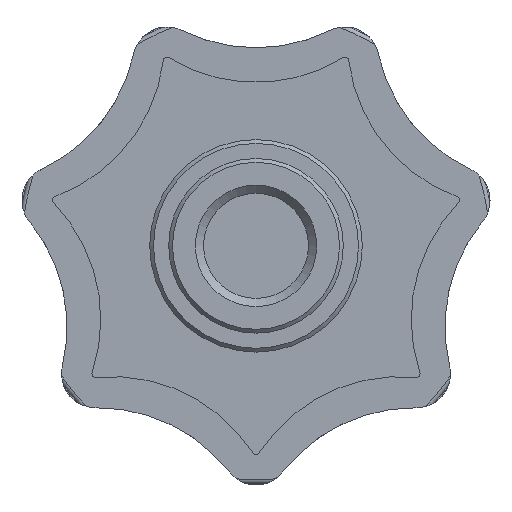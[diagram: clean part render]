
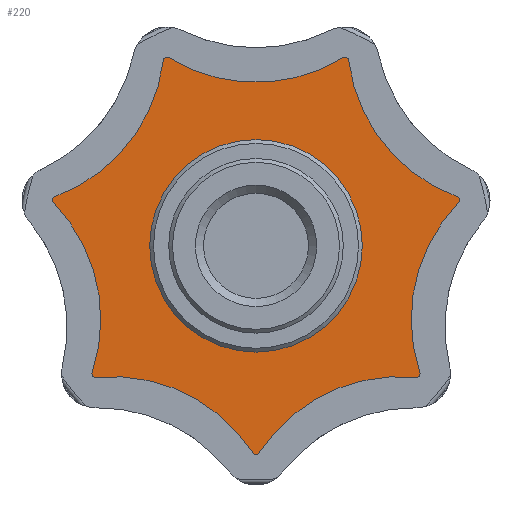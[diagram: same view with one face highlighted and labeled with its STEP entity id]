
A CAD part, front view. The second image highlights one B-rep face of the part: STEP entity #220.
In plain terms, the highlighted planar face has unit normal (0, -1, 0).
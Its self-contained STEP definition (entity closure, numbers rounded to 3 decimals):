
#220 = ADVANCED_FACE( '', ( #459, #460 ), #461, .F. );
#459 = FACE_OUTER_BOUND( '', #706, .T. );
#460 = FACE_BOUND( '', #707, .T. );
#461 = PLANE( '', #708 );
#706 = EDGE_LOOP( '', ( #1301, #1302, #1303, #1304, #1305, #1306, #1307, #1308, #1309, #1310, #1311, #1312, #1313, #1314 ) );
#707 = EDGE_LOOP( '', ( #1315 ) );
#708 = AXIS2_PLACEMENT_3D( '', #1316, #1317, #1318 );
#1301 = ORIENTED_EDGE( '', *, *, #1605, .T. );
#1302 = ORIENTED_EDGE( '', *, *, #1614, .F. );
#1303 = ORIENTED_EDGE( '', *, *, #1679, .T. );
#1304 = ORIENTED_EDGE( '', *, *, #1517, .F. );
#1305 = ORIENTED_EDGE( '', *, *, #1691, .T. );
#1306 = ORIENTED_EDGE( '', *, *, #1526, .F. );
#1307 = ORIENTED_EDGE( '', *, *, #1657, .T. );
#1308 = ORIENTED_EDGE( '', *, *, #1457, .F. );
#1309 = ORIENTED_EDGE( '', *, *, #1520, .T. );
#1310 = ORIENTED_EDGE( '', *, *, #1646, .F. );
#1311 = ORIENTED_EDGE( '', *, *, #1692, .T. );
#1312 = ORIENTED_EDGE( '', *, *, #1650, .F. );
#1313 = ORIENTED_EDGE( '', *, *, #1693, .T. );
#1314 = ORIENTED_EDGE( '', *, *, #1634, .F. );
#1315 = ORIENTED_EDGE( '', *, *, #1681, .T. );
#1316 = CARTESIAN_POINT( '', ( -31.777, 30., -13.261 ) );
#1317 = DIRECTION( '', ( 0., 1., 0. ) );
#1318 = DIRECTION( '', ( 0., 0., 1. ) );
#1457 = EDGE_CURVE( '', #1735, #1730, #1737, .T. );
#1517 = EDGE_CURVE( '', #1842, #1837, #1844, .T. );
#1520 = EDGE_CURVE( '', #1735, #1846, #1849, .T. );
#1526 = EDGE_CURVE( '', #1857, #1852, #1859, .T. );
#1605 = EDGE_CURVE( '', #1984, #1982, #1985, .T. );
#1614 = EDGE_CURVE( '', #1994, #1982, #1996, .T. );
#1634 = EDGE_CURVE( '', #1984, #2017, #2019, .T. );
#1646 = EDGE_CURVE( '', #2033, #1846, #2035, .T. );
#1650 = EDGE_CURVE( '', #2039, #2037, #2041, .T. );
#1657 = EDGE_CURVE( '', #1857, #1730, #2049, .T. );
#1679 = EDGE_CURVE( '', #1994, #1837, #2075, .T. );
#1681 = EDGE_CURVE( '', #2077, #2077, #2078, .T. );
#1691 = EDGE_CURVE( '', #1842, #1852, #2089, .T. );
#1692 = EDGE_CURVE( '', #2033, #2037, #2090, .T. );
#1693 = EDGE_CURVE( '', #2039, #2017, #2091, .T. );
#1730 = VERTEX_POINT( '', #2168 );
#1735 = VERTEX_POINT( '', #2174 );
#1737 = CIRCLE( '', #2177, 0.5 );
#1837 = VERTEX_POINT( '', #2603 );
#1842 = VERTEX_POINT( '', #2609 );
#1844 = CIRCLE( '', #2612, 0.5 );
#1846 = VERTEX_POINT( '', #2614 );
#1849 = CIRCLE( '', #2618, 22. );
#1852 = VERTEX_POINT( '', #2621 );
#1857 = VERTEX_POINT( '', #2627 );
#1859 = CIRCLE( '', #2630, 0.5 );
#1982 = VERTEX_POINT( '', #2926 );
#1984 = VERTEX_POINT( '', #2929 );
#1985 = CIRCLE( '', #2930, 22. );
#1994 = VERTEX_POINT( '', #2942 );
#1996 = CIRCLE( '', #2945, 0.5 );
#2017 = VERTEX_POINT( '', #3037 );
#2019 = CIRCLE( '', #3040, 0.5 );
#2033 = VERTEX_POINT( '', #3089 );
#2035 = CIRCLE( '', #3092, 0.5 );
#2037 = VERTEX_POINT( '', #3094 );
#2039 = VERTEX_POINT( '', #3097 );
#2041 = CIRCLE( '', #3100, 0.5 );
#2049 = CIRCLE( '', #3123, 22. );
#2075 = CIRCLE( '', #3163, 22. );
#2077 = VERTEX_POINT( '', #3165 );
#2078 = CIRCLE( '', #3166, 14. );
#2089 = CIRCLE( '', #3218, 22. );
#2090 = CIRCLE( '', #3219, 22. );
#2091 = CIRCLE( '', #3220, 22. );
#2168 = CARTESIAN_POINT( '', ( 26.681, 30., 5.659 ) );
#2174 = CARTESIAN_POINT( '', ( 26.494, 30., 6.478 ) );
#2177 = AXIS2_PLACEMENT_3D( '', #3256, #3257, #3258 );
#2603 = CARTESIAN_POINT( '', ( -0.42, 30., -27.272 ) );
#2609 = CARTESIAN_POINT( '', ( 0.42, 30., -27.272 ) );
#2612 = AXIS2_PLACEMENT_3D( '', #3329, #3330, #3331 );
#2614 = CARTESIAN_POINT( '', ( 12.211, 30., 24.389 ) );
#2618 = AXIS2_PLACEMENT_3D( '', #3333, #3334, #3335 );
#2621 = CARTESIAN_POINT( '', ( 21.06, 30., -17.332 ) );
#2627 = CARTESIAN_POINT( '', ( 21.584, 30., -16.675 ) );
#2630 = AXIS2_PLACEMENT_3D( '', #3344, #3345, #3346 );
#2926 = CARTESIAN_POINT( '', ( -21.584, 30., -16.675 ) );
#2929 = CARTESIAN_POINT( '', ( -26.681, 30., 5.659 ) );
#2930 = AXIS2_PLACEMENT_3D( '', #3489, #3490, #3491 );
#2942 = CARTESIAN_POINT( '', ( -21.06, 30., -17.332 ) );
#2945 = AXIS2_PLACEMENT_3D( '', #3499, #3500, #3501 );
#3037 = CARTESIAN_POINT( '', ( -26.494, 30., 6.478 ) );
#3040 = AXIS2_PLACEMENT_3D( '', #3514, #3515, #3516 );
#3089 = CARTESIAN_POINT( '', ( 11.455, 30., 24.753 ) );
#3092 = AXIS2_PLACEMENT_3D( '', #3524, #3525, #3526 );
#3094 = CARTESIAN_POINT( '', ( -11.455, 30., 24.753 ) );
#3097 = CARTESIAN_POINT( '', ( -12.211, 30., 24.389 ) );
#3100 = AXIS2_PLACEMENT_3D( '', #3529, #3530, #3531 );
#3123 = AXIS2_PLACEMENT_3D( '', #3538, #3539, #3540 );
#3163 = AXIS2_PLACEMENT_3D( '', #3564, #3565, #3566 );
#3165 = CARTESIAN_POINT( '', ( 14., 30., 0. ) );
#3166 = AXIS2_PLACEMENT_3D( '', #3567, #3568, #3569 );
#3218 = AXIS2_PLACEMENT_3D( '', #3573, #3574, #3575 );
#3219 = AXIS2_PLACEMENT_3D( '', #3576, #3577, #3578 );
#3220 = AXIS2_PLACEMENT_3D( '', #3579, #3580, #3581 );
#3256 = CARTESIAN_POINT( '', ( 26.323, 30., 6.008 ) );
#3257 = DIRECTION( '', ( 0., 1., 0. ) );
#3258 = DIRECTION( '', ( 1., 0., 0. ) );
#3329 = CARTESIAN_POINT( '', ( 0., 30., -27. ) );
#3330 = DIRECTION( '', ( 0., 1., 0. ) );
#3331 = DIRECTION( '', ( 1., 0., 0. ) );
#3333 = CARTESIAN_POINT( '', ( 34.038, 30., 27.144 ) );
#3334 = DIRECTION( '', ( 0., 1., 0. ) );
#3335 = DIRECTION( '', ( 1., 0., 0. ) );
#3344 = CARTESIAN_POINT( '', ( 21.109, 30., -16.834 ) );
#3345 = DIRECTION( '', ( 0., 1., 0. ) );
#3346 = DIRECTION( '', ( 1., 0., 0. ) );
#3489 = CARTESIAN_POINT( '', ( -42.444, 30., -9.688 ) );
#3490 = DIRECTION( '', ( 0., 1., 0. ) );
#3491 = DIRECTION( '', ( 1., 0., 0. ) );
#3499 = CARTESIAN_POINT( '', ( -21.109, 30., -16.834 ) );
#3500 = DIRECTION( '', ( 0., 1., 0. ) );
#3501 = DIRECTION( '', ( 1., 0., 0. ) );
#3514 = CARTESIAN_POINT( '', ( -26.323, 30., 6.008 ) );
#3515 = DIRECTION( '', ( 0., 1., 0. ) );
#3516 = DIRECTION( '', ( 1., 0., 0. ) );
#3524 = CARTESIAN_POINT( '', ( 11.715, 30., 24.326 ) );
#3525 = DIRECTION( '', ( 0., 1., 0. ) );
#3526 = DIRECTION( '', ( 1., 0., 0. ) );
#3529 = CARTESIAN_POINT( '', ( -11.715, 30., 24.326 ) );
#3530 = DIRECTION( '', ( 0., 1., 0. ) );
#3531 = DIRECTION( '', ( 1., 0., 0. ) );
#3538 = CARTESIAN_POINT( '', ( 42.444, 30., -9.688 ) );
#3539 = DIRECTION( '', ( 0., 1., 0. ) );
#3540 = DIRECTION( '', ( 1., 0., 0. ) );
#3564 = CARTESIAN_POINT( '', ( -18.889, 30., -39.224 ) );
#3565 = DIRECTION( '', ( 0., 1., 0. ) );
#3566 = DIRECTION( '', ( 1., 0., 0. ) );
#3567 = CARTESIAN_POINT( '', ( 0., 30., 0. ) );
#3568 = DIRECTION( '', ( 0., 1., 0. ) );
#3569 = DIRECTION( '', ( 1., 0., 0. ) );
#3573 = CARTESIAN_POINT( '', ( 18.889, 30., -39.224 ) );
#3574 = DIRECTION( '', ( 0., 1., 0. ) );
#3575 = DIRECTION( '', ( 1., 0., 0. ) );
#3576 = CARTESIAN_POINT( '', ( 0., 30., 43.536 ) );
#3577 = DIRECTION( '', ( 0., 1., 0. ) );
#3578 = DIRECTION( '', ( 1., 0., 0. ) );
#3579 = CARTESIAN_POINT( '', ( -34.038, 30., 27.144 ) );
#3580 = DIRECTION( '', ( 0., 1., 0. ) );
#3581 = DIRECTION( '', ( 1., 0., 0. ) );
